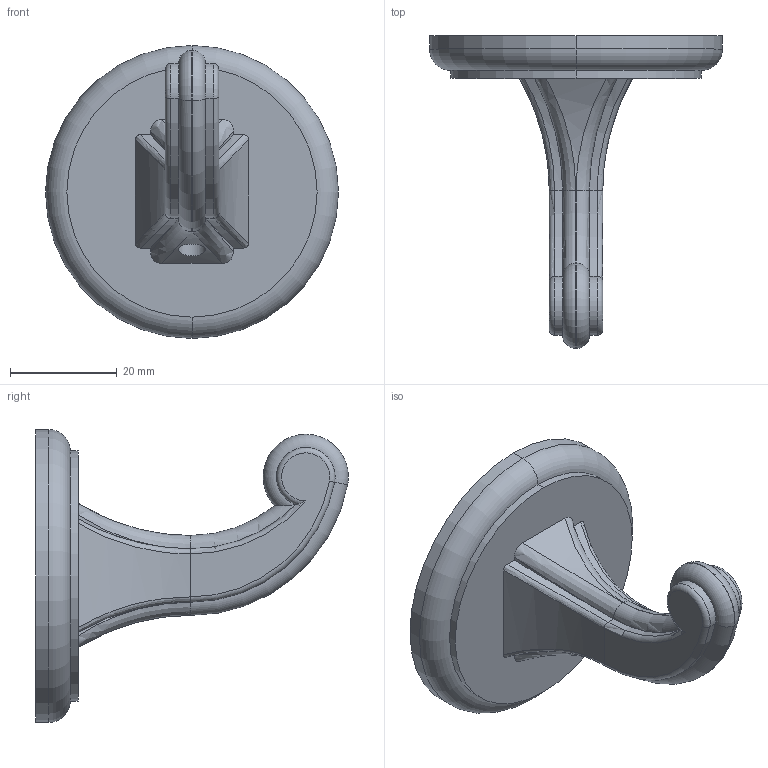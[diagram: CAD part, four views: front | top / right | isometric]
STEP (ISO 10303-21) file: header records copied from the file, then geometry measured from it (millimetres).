
FILE_DESCRIPTION((''),'2;1');
FILE_NAME('2710_WEB','2010-09-30T',('project'),(''),'PRO/ENGINEER BY PARAMETRIC TECHNOLOGY CORPORATION, 2009300','PRO/ENGINEER BY PARAMETRIC TECHNOLOGY CORPORATION, 2009300','');
FILE_SCHEMA(('CONFIG_CONTROL_DESIGN'));
Length unit declared in the file: inch
Products named in the file (1): 2710_WEB
Bounding box: 54.99 x 58.72 x 54.99 mm (x, y, z)
Volume: 13989.5 mm3; surface area: 9645.7 mm2
Topology: 1 solids, 1 shells, 81 faces, 222 edges, 146 vertices
Faces by surface type: cylinder 37, torus 18, plane 16, bspline 8, cone 2
Entity records: 3259 total; most frequent: CARTESIAN_POINT 1154, ORIENTED_EDGE 440, DIRECTION 438, EDGE_CURVE 220, AXIS2_PLACEMENT_3D 183, VERTEX_POINT 146, CIRCLE 110, EDGE_LOOP 88
